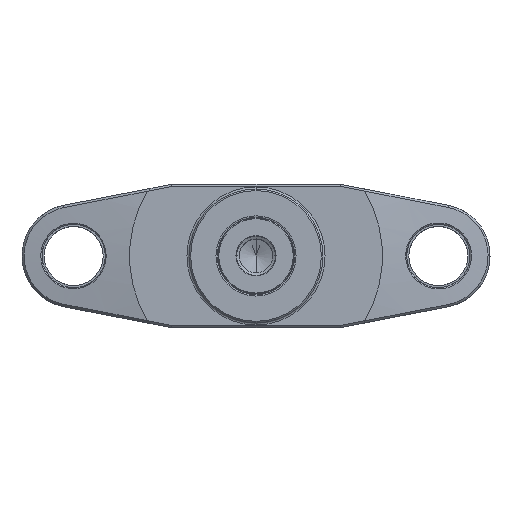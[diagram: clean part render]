
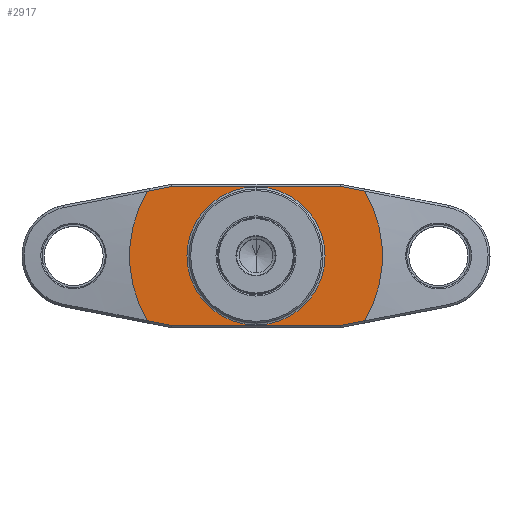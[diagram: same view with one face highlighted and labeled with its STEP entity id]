
A CAD part, top view. The second image highlights one B-rep face of the part: STEP entity #2917.
In plain terms, the highlighted planar face has unit normal (0, 0, 1).
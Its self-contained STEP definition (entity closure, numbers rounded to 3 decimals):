
#1311=VERTEX_POINT('NONE',#3426);
#1367=EDGE_CURVE('NONE',#1759,#2353,#3488,.T.);
#1377=EDGE_CURVE('NONE',#1311,#2451,#3499,.F.);
#1511=VERTEX_POINT('NONE',#3646);
#1533=VERTEX_POINT('NONE',#3668);
#1665=VERTEX_POINT('NONE',#3808);
#1749=EDGE_CURVE('NONE',#2919,#1947,#3900,.T.);
#1759=VERTEX_POINT('NONE',#3910);
#1795=EDGE_CURVE('NONE',#2451,#1311,#3951,.F.);
#1869=EDGE_CURVE('NONE',#1533,#2957,#4036,.T.);
#1947=VERTEX_POINT('NONE',#4120);
#2071=EDGE_CURVE('NONE',#2957,#1665,#4259,.T.);
#2163=VERTEX_POINT('NONE',#4363);
#2211=EDGE_CURVE('NONE',#1511,#2919,#4419,.T.);
#2353=VERTEX_POINT('NONE',#4577);
#2451=VERTEX_POINT('NONE',#4684);
#2589=EDGE_CURVE('NONE',#2353,#2983,#4837,.T.);
#2645=EDGE_CURVE('NONE',#2983,#1533,#4895,.T.);
#2917=ADVANCED_FACE('NONE',(#5206,#5207),#5208,.T.);
#2919=VERTEX_POINT('NONE',#5210);
#2927=EDGE_CURVE('NONE',#2163,#1511,#5218,.T.);
#2957=VERTEX_POINT('NONE',#5251);
#2975=EDGE_CURVE('NONE',#1665,#2163,#5272,.T.);
#2983=VERTEX_POINT('NONE',#5280);
#3063=EDGE_CURVE('NONE',#1947,#1759,#5367,.F.);
#3426=CARTESIAN_POINT('',(0.,-32.75,-2.0));
#3488=LINE('',#6433,#6434);
#3499=CIRCLE('',#6451,32.75);
#3646=CARTESIAN_POINT('',(-51.12,30.817,-2.0));
#3668=CARTESIAN_POINT('',(51.529,-30.738,-2.0));
#3808=CARTESIAN_POINT('',(39.89,33.,-2.0));
#3900=CIRCLE('',#8342,60.0);
#3910=CARTESIAN_POINT('',(-51.112,-30.819,-2.0));
#3951=CIRCLE('',#8419,32.75);
#4036=CIRCLE('',#8587,60.0);
#4120=CARTESIAN_POINT('',(-51.567,-30.673,-2.0));
#4259=LINE('',#9491,#9492);
#4363=CARTESIAN_POINT('',(-39.89,33.,-2.0));
#4419=B_SPLINE_CURVE_WITH_KNOTS('',3,(#10693,#10694,#10695,#10696),.UNSPECIFIED.,.F.,.F.,(4,4),(-1.822,-0.0),.UNSPECIFIED.);
#4577=CARTESIAN_POINT('',(-39.89,-33.0,-2.0));
#4684=CARTESIAN_POINT('',(0.0,32.75,-2.0));
#4837=LINE('',#11885,#11886);
#4895=LINE('',#12115,#12116);
#5206=FACE_OUTER_BOUND('',#13560,.T.);
#5207=FACE_BOUND('',#13561,.T.);
#5208=PLANE('',#13562);
#5210=CARTESIAN_POINT('',(-51.566,30.674,-2.0));
#5218=LINE('',#13575,#13576);
#5251=CARTESIAN_POINT('',(51.529,30.738,-2.0));
#5272=LINE('',#13653,#13654);
#5280=CARTESIAN_POINT('',(39.89,-33.0,-2.0));
#5367=B_SPLINE_CURVE_WITH_KNOTS('',3,(#13851,#13852,#13853,#13854,#13855,#13856,#13857,#13858,#13859,#13860,#13861,#13862,#13863,#13864,#13865,#13866,#13867,#13868,#13869,#13870,#13871,#13872,#13873,#13874,#13875,#13876,#13877,#13878),.UNSPECIFIED.,.F.,.F.,(4,2,2,2,2,2,2,2,2,2,2,2,2,4),(-2.333,-2.333,-2.332,-2.331,-2.326,-2.318,-2.3,-2.266,-2.198,-2.061,-1.787,-1.24,-0.146,-0.0),.UNSPECIFIED.);
#6433=CARTESIAN_POINT('',(-7.633,-39.27,-2.0));
#6434=VECTOR('',#14422,1.0);
#6451=AXIS2_PLACEMENT_3D('',#14436,#14437,#14438);
#8342=AXIS2_PLACEMENT_3D('',#14824,#14825,#14826);
#8419=AXIS2_PLACEMENT_3D('',#14903,#14904,#14905);
#8587=AXIS2_PLACEMENT_3D('',#15033,#15034,#15035);
#9491=CARTESIAN_POINT('',(90.984,23.068,-2.0));
#9492=VECTOR('',#15272,1.0);
#10693=CARTESIAN_POINT('',(-50.32,31.072,-2.0));
#10694=CARTESIAN_POINT('',(-50.899,30.888,-2.0));
#10695=CARTESIAN_POINT('',(-51.477,30.703,-2.0));
#10696=CARTESIAN_POINT('',(-52.055,30.518,-2.0));
#11885=CARTESIAN_POINT('',(23.257,-33.0,-2.0));
#11886=VECTOR('',#15927,1.0);
#12115=CARTESIAN_POINT('',(65.39,-28.043,-2.0));
#12116=VECTOR('',#15964,1.0);
#13560=EDGE_LOOP('',(#16416,#16417,#16418,#16419,#16420,#16421,#16422,#16423,#16424,#16425));
#13561=EDGE_LOOP('',(#16426,#16427));
#13562=AXIS2_PLACEMENT_3D('',#16428,#16429,#16430);
#13575=CARTESIAN_POINT('',(17.961,44.245,-2.0));
#13576=VECTOR('',#16432,1.0);
#13653=CARTESIAN_POINT('',(23.257,33.,-2.0));
#13654=VECTOR('',#16519,1.0);
#13851=CARTESIAN_POINT('',(-51.117,-30.817,-2.));
#13852=CARTESIAN_POINT('',(-51.117,-30.817,-2.0));
#13853=CARTESIAN_POINT('',(-51.117,-30.817,-2.0));
#13854=CARTESIAN_POINT('',(-51.117,-30.817,-2.0));
#13855=CARTESIAN_POINT('',(-51.117,-30.817,-2.0));
#13856=CARTESIAN_POINT('',(-51.117,-30.817,-2.0));
#13857=CARTESIAN_POINT('',(-51.118,-30.817,-2.0));
#13858=CARTESIAN_POINT('',(-51.118,-30.817,-2.0));
#13859=CARTESIAN_POINT('',(-51.118,-30.817,-2.));
#13860=CARTESIAN_POINT('',(-51.119,-30.816,-2.));
#13861=CARTESIAN_POINT('',(-51.119,-30.816,-2.0));
#13862=CARTESIAN_POINT('',(-51.121,-30.816,-2.0));
#13863=CARTESIAN_POINT('',(-51.121,-30.816,-2.0));
#13864=CARTESIAN_POINT('',(-51.124,-30.815,-2.0));
#13865=CARTESIAN_POINT('',(-51.126,-30.814,-2.0));
#13866=CARTESIAN_POINT('',(-51.131,-30.812,-2.0));
#13867=CARTESIAN_POINT('',(-51.135,-30.811,-2.0));
#13868=CARTESIAN_POINT('',(-51.145,-30.808,-2.0));
#13869=CARTESIAN_POINT('',(-51.152,-30.806,-2.0));
#13870=CARTESIAN_POINT('',(-51.173,-30.799,-2.0));
#13871=CARTESIAN_POINT('',(-51.187,-30.795,-2.0));
#13872=CARTESIAN_POINT('',(-51.23,-30.781,-2.0));
#13873=CARTESIAN_POINT('',(-51.258,-30.772,-2.0));
#13874=CARTESIAN_POINT('',(-51.342,-30.745,-2.0));
#13875=CARTESIAN_POINT('',(-51.398,-30.727,-2.));
#13876=CARTESIAN_POINT('',(-51.462,-30.707,-2.));
#13877=CARTESIAN_POINT('',(-51.521,-30.688,-2.));
#13878=CARTESIAN_POINT('',(-51.567,-30.673,-2.));
#14422=DIRECTION('',(0.982,-0.191,0.0));
#14436=CARTESIAN_POINT('',(0.0,0.0,-2.0));
#14437=DIRECTION('',(0.0,-0.0,1.0));
#14438=DIRECTION('',(0.0,1.0,0.0));
#14824=CARTESIAN_POINT('',(0.0,0.0,-2.0));
#14825=DIRECTION('',(0.0,0.0,1.0));
#14826=DIRECTION('',(0.0,-1.0,0.0));
#14903=CARTESIAN_POINT('',(0.0,0.0,-2.0));
#14904=DIRECTION('',(0.0,-0.0,1.0));
#14905=DIRECTION('',(0.0,1.0,0.0));
#15033=CARTESIAN_POINT('',(0.0,0.0,-2.0));
#15034=DIRECTION('',(0.0,0.0,1.0));
#15035=DIRECTION('',(0.0,-1.0,0.0));
#15272=DIRECTION('',(-0.982,0.191,0.0));
#15927=DIRECTION('',(1.0,0.0,0.0));
#15964=DIRECTION('',(0.982,0.191,0.0));
#16416=ORIENTED_EDGE('',*,*,#1869,.T.);
#16417=ORIENTED_EDGE('',*,*,#2071,.T.);
#16418=ORIENTED_EDGE('',*,*,#2975,.T.);
#16419=ORIENTED_EDGE('',*,*,#2927,.T.);
#16420=ORIENTED_EDGE('',*,*,#2211,.T.);
#16421=ORIENTED_EDGE('',*,*,#1749,.T.);
#16422=ORIENTED_EDGE('',*,*,#3063,.T.);
#16423=ORIENTED_EDGE('',*,*,#1367,.T.);
#16424=ORIENTED_EDGE('',*,*,#2589,.T.);
#16425=ORIENTED_EDGE('',*,*,#2645,.T.);
#16426=ORIENTED_EDGE('',*,*,#1795,.T.);
#16427=ORIENTED_EDGE('',*,*,#1377,.T.);
#16428=CARTESIAN_POINT('',(86.5,0.0,-2.0));
#16429=DIRECTION('',(0.0,-0.0,1.0));
#16430=DIRECTION('',(0.0,1.0,0.0));
#16432=DIRECTION('',(-0.982,-0.191,0.0));
#16519=DIRECTION('',(-1.0,0.,0.0));
